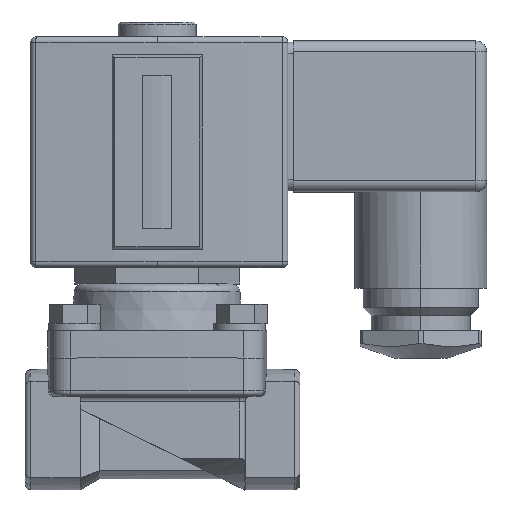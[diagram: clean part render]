
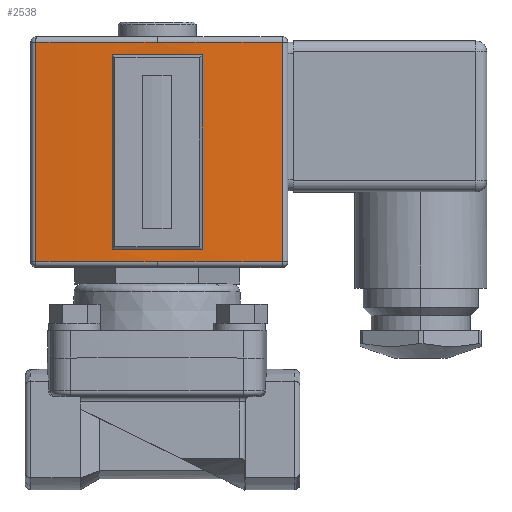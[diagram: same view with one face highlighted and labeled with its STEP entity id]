
A CAD part, top view. The second image highlights one B-rep face of the part: STEP entity #2538.
In plain terms, the highlighted cylindrical face has radius 277.645 mm (diameter 555.291 mm), a partial arc.
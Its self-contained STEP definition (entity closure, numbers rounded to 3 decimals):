
#4 = AXIS2_PLACEMENT_3D ( 'NONE', #712, #5265, #1388 ) ;
#36 = CARTESIAN_POINT ( 'NONE',  ( 0., 42., -261.645 ) ) ;
#120 = VECTOR ( 'NONE', #4809, 1000. ) ;
#223 = ORIENTED_EDGE ( 'NONE', *, *, #7712, .T. ) ;
#235 = CIRCLE ( 'NONE', #2838, 277.645 ) ;
#692 = DIRECTION ( 'NONE',  ( 0., 0., -1. ) ) ;
#712 = CARTESIAN_POINT ( 'NONE',  ( 0., 1., -261.645 ) ) ;
#743 = VECTOR ( 'NONE', #2195, 1000. ) ;
#890 = EDGE_LOOP ( 'NONE', ( #5378, #2980, #4125, #4651, #223, #5650 ) ) ;
#1034 = EDGE_CURVE ( 'NONE', #8041, #2077, #3156, .T. ) ;
#1075 = CARTESIAN_POINT ( 'NONE',  ( 0., 1., 16. ) ) ;
#1103 = LINE ( 'NONE', #7142, #4338 ) ;
#1112 = VERTEX_POINT ( 'NONE', #3754 ) ;
#1152 = EDGE_CURVE ( 'NONE', #1112, #8041, #2708, .T. ) ;
#1159 = VERTEX_POINT ( 'NONE', #1922 ) ;
#1273 = CARTESIAN_POINT ( 'NONE',  ( 8.217, 42., 15.878 ) ) ;
#1388 = DIRECTION ( 'NONE',  ( 0., 0., 1. ) ) ;
#1489 = CARTESIAN_POINT ( 'NONE',  ( -8.217, 3.283, 15.878 ) ) ;
#1559 = VERTEX_POINT ( 'NONE', #7330 ) ;
#1608 = EDGE_CURVE ( 'NONE', #2077, #3645, #4188, .T. ) ;
#1750 = CARTESIAN_POINT ( 'NONE',  ( -22.08, 1., 15.121 ) ) ;
#1862 = LINE ( 'NONE', #5462, #120 ) ;
#1922 = CARTESIAN_POINT ( 'NONE',  ( 0., 41., 16. ) ) ;
#2077 = VERTEX_POINT ( 'NONE', #2788 ) ;
#2112 = DIRECTION ( 'NONE',  ( 0., 1., 0. ) ) ;
#2195 = DIRECTION ( 'NONE',  ( 0., -1., 0. ) ) ;
#2400 = CARTESIAN_POINT ( 'NONE',  ( 2.74, 38.658, 16.041 ) ) ;
#2538 = ADVANCED_FACE ( 'NONE', ( #4988, #3277 ), #4381, .T. ) ;
#2550 = CARTESIAN_POINT ( 'NONE',  ( -8.217, 3.283, 15.878 ) ) ;
#2575 = CARTESIAN_POINT ( 'NONE',  ( 22.882, 41., 15.055 ) ) ;
#2649 = DIRECTION ( 'NONE',  ( 0., -1., 0. ) ) ;
#2672 = DIRECTION ( 'NONE',  ( 0., -1., 0. ) ) ;
#2708 = LINE ( 'NONE', #1273, #4406 ) ;
#2788 = CARTESIAN_POINT ( 'NONE',  ( -8.217, 38.717, 15.878 ) ) ;
#2799 = CARTESIAN_POINT ( 'NONE',  ( 2.74, 3.342, 16.041 ) ) ;
#2838 = AXIS2_PLACEMENT_3D ( 'NONE', #3875, #8464, #4537 ) ;
#2980 = ORIENTED_EDGE ( 'NONE', *, *, #8293, .T. ) ;
#3073 = CIRCLE ( 'NONE', #4, 277.645 ) ;
#3156 =( BOUNDED_CURVE ( )  B_SPLINE_CURVE ( 3, ( #8269, #2400, #6936, #4350 ),
 .UNSPECIFIED., .F., .F. ) 
 B_SPLINE_CURVE_WITH_KNOTS ( ( 4, 4 ),
 ( 6.254, 6.313 ),
 .UNSPECIFIED. ) 
 CURVE ( )  GEOMETRIC_REPRESENTATION_ITEM ( )  RATIONAL_B_SPLINE_CURVE ( ( 1., 1., 1., 1. ) ) 
 REPRESENTATION_ITEM ( '' )  );
#3252 = DIRECTION ( 'NONE',  ( 0., -1., 0. ) ) ;
#3277 = FACE_BOUND ( 'NONE', #6889, .T. ) ;
#3485 = VERTEX_POINT ( 'NONE', #1075 ) ;
#3645 = VERTEX_POINT ( 'NONE', #2550 ) ;
#3679 = VERTEX_POINT ( 'NONE', #2575 ) ;
#3682 = CIRCLE ( 'NONE', #5221, 277.645 ) ;
#3754 = CARTESIAN_POINT ( 'NONE',  ( 8.217, 3.283, 15.878 ) ) ;
#3800 = AXIS2_PLACEMENT_3D ( 'NONE', #5994, #2112, #6643 ) ;
#3875 = CARTESIAN_POINT ( 'NONE',  ( 0., 41., -261.645 ) ) ;
#4125 = ORIENTED_EDGE ( 'NONE', *, *, #7960, .T. ) ;
#4188 = LINE ( 'NONE', #5424, #743 ) ;
#4324 = ORIENTED_EDGE ( 'NONE', *, *, #1152, .F. ) ;
#4338 = VECTOR ( 'NONE', #3252, 1000. ) ;
#4350 = CARTESIAN_POINT ( 'NONE',  ( -8.217, 38.717, 15.878 ) ) ;
#4381 = CYLINDRICAL_SURFACE ( 'NONE', #8380, 277.645 ) ;
#4398 = VERTEX_POINT ( 'NONE', #1750 ) ;
#4406 = VECTOR ( 'NONE', #5788, 1000. ) ;
#4537 = DIRECTION ( 'NONE',  ( 0., 0., 1. ) ) ;
#4651 = ORIENTED_EDGE ( 'NONE', *, *, #6753, .T. ) ;
#4809 = DIRECTION ( 'NONE',  ( 0., 1., 0. ) ) ;
#4863 = ORIENTED_EDGE ( 'NONE', *, *, #8416, .F. ) ;
#4988 = FACE_OUTER_BOUND ( 'NONE', #890, .T. ) ;
#5115 = EDGE_CURVE ( 'NONE', #5704, #4398, #1103, .T. ) ;
#5125 =( BOUNDED_CURVE ( )  B_SPLINE_CURVE ( 3, ( #1489, #5375, #2799, #7334 ),
 .UNSPECIFIED., .F., .F. ) 
 B_SPLINE_CURVE_WITH_KNOTS ( ( 4, 4 ),
 ( 3.112, 3.171 ),
 .UNSPECIFIED. ) 
 CURVE ( )  GEOMETRIC_REPRESENTATION_ITEM ( )  RATIONAL_B_SPLINE_CURVE ( ( 1., 1., 1., 1. ) ) 
 REPRESENTATION_ITEM ( '' )  );
#5221 = AXIS2_PLACEMENT_3D ( 'NONE', #6524, #2649, #7183 ) ;
#5225 = CIRCLE ( 'NONE', #3800, 277.645 ) ;
#5265 = DIRECTION ( 'NONE',  ( 0., 1., 0. ) ) ;
#5375 = CARTESIAN_POINT ( 'NONE',  ( -2.74, 3.342, 16.041 ) ) ;
#5378 = ORIENTED_EDGE ( 'NONE', *, *, #7248, .T. ) ;
#5424 = CARTESIAN_POINT ( 'NONE',  ( -8.217, 42., 15.878 ) ) ;
#5462 = CARTESIAN_POINT ( 'NONE',  ( 22.882, 42., 15.055 ) ) ;
#5650 = ORIENTED_EDGE ( 'NONE', *, *, #5115, .T. ) ;
#5704 = VERTEX_POINT ( 'NONE', #5891 ) ;
#5788 = DIRECTION ( 'NONE',  ( 0., 1., 0. ) ) ;
#5891 = CARTESIAN_POINT ( 'NONE',  ( -22.08, 41., 15.121 ) ) ;
#5994 = CARTESIAN_POINT ( 'NONE',  ( 0., 1., -261.645 ) ) ;
#6226 = CARTESIAN_POINT ( 'NONE',  ( 8.217, 38.717, 15.878 ) ) ;
#6524 = CARTESIAN_POINT ( 'NONE',  ( 0., 41., -261.645 ) ) ;
#6643 = DIRECTION ( 'NONE',  ( 0., 0., 1. ) ) ;
#6753 = EDGE_CURVE ( 'NONE', #3679, #1159, #235, .T. ) ;
#6889 = EDGE_LOOP ( 'NONE', ( #8330, #4324, #4863, #7935 ) ) ;
#6936 = CARTESIAN_POINT ( 'NONE',  ( -2.74, 38.658, 16.041 ) ) ;
#7142 = CARTESIAN_POINT ( 'NONE',  ( -22.08, 42., 15.121 ) ) ;
#7183 = DIRECTION ( 'NONE',  ( 0., 0., 1. ) ) ;
#7248 = EDGE_CURVE ( 'NONE', #4398, #3485, #5225, .T. ) ;
#7330 = CARTESIAN_POINT ( 'NONE',  ( 22.882, 1., 15.055 ) ) ;
#7334 = CARTESIAN_POINT ( 'NONE',  ( 8.217, 3.283, 15.878 ) ) ;
#7712 = EDGE_CURVE ( 'NONE', #1159, #5704, #3682, .T. ) ;
#7935 = ORIENTED_EDGE ( 'NONE', *, *, #1608, .F. ) ;
#7960 = EDGE_CURVE ( 'NONE', #1559, #3679, #1862, .T. ) ;
#8041 = VERTEX_POINT ( 'NONE', #6226 ) ;
#8269 = CARTESIAN_POINT ( 'NONE',  ( 8.217, 38.717, 15.878 ) ) ;
#8293 = EDGE_CURVE ( 'NONE', #3485, #1559, #3073, .T. ) ;
#8330 = ORIENTED_EDGE ( 'NONE', *, *, #1034, .F. ) ;
#8380 = AXIS2_PLACEMENT_3D ( 'NONE', #36, #2672, #692 ) ;
#8416 = EDGE_CURVE ( 'NONE', #3645, #1112, #5125, .T. ) ;
#8464 = DIRECTION ( 'NONE',  ( 0., -1., 0. ) ) ;
